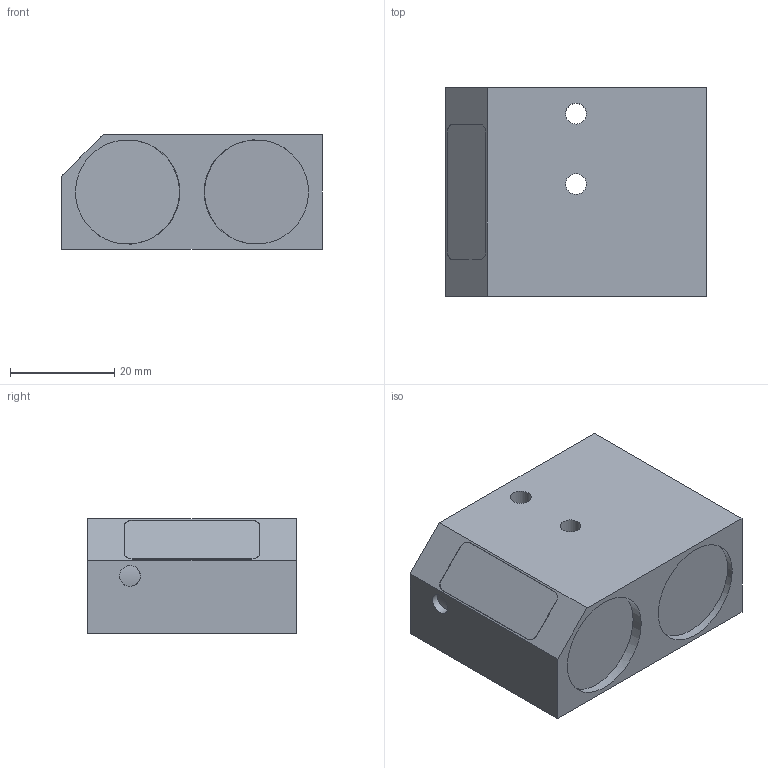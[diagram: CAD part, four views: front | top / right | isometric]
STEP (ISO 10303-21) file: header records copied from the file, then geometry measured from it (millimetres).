
FILE_DESCRIPTION(('STEP Model'),'2;1');
FILE_NAME('FOD-A2.0-300.stp','2014-07-23T10:42:12',(''),(''), 'CAD Exchanger 2.5.1 (www.cadexchanger.com)','CAD Exchanger 2.5.1', 'Unknown');
FILE_SCHEMA(('AUTOMOTIVE_DESIGN { 1 0 10303 214 1 1 1 1 }'));
Length unit declared in the file: millimetre
Products named in the file (1): Unspecified 1
Bounding box: 50 x 40 x 22 mm (x, y, z)
Volume: 40942.7 mm3; surface area: 8525.7 mm2
Topology: 1 solids, 1 shells, 30 faces, 66 edges, 45 vertices
Faces by surface type: plane 16, cylinder 14
Full cylindrical faces by diameter (mm): 4 x4, 6.6 x2, 20 x2
Entity records: 2532 total; most frequent: CARTESIAN_POINT 1209, DIRECTION 230, ORIENTED_EDGE 132, PCURVE 132, DEFINITIONAL_REPRESENTATION 132, LINE 101, VECTOR 101, EDGE_CURVE 66
